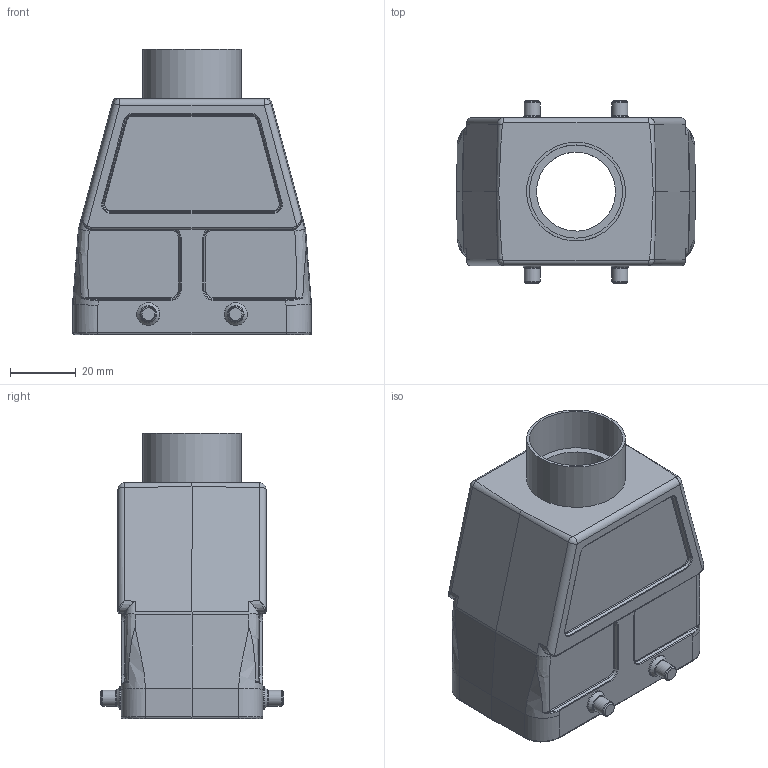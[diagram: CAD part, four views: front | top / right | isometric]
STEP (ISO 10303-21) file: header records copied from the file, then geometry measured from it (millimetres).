
FILE_DESCRIPTION(/* description */ (''),/* implementation_level */ '2;1');
FILE_NAME(/* name */ '100768158ugm000_a.stp',/* time_stamp */ '2018-03-07T13:54:01+01:00',/* author */ (''),/* organization */ (''),/* preprocessor_version */ 'ST-DEVELOPER v16',/* originating_system */ 'SIEMENS PLM Software NX 10.0',/* authorisation */ '');
FILE_SCHEMA (('AUTOMOTIVE_DESIGN { 1 0 10303 214 3 1 1 1 }'));
Length unit declared in the file: millimetre
Products named in the file (1): 100768158ugm000_a
Bounding box: 72.6 x 55.6 x 86.6 mm (x, y, z)
Volume: 61273.8 mm3; surface area: 36251.9 mm2
Topology: 1 solids, 2 shells, 506 faces, 1798 edges, 1900 vertices
Faces by surface type: plane 183, cylinder 138, bspline 75, torus 59, cone 41, sphere 10
Full cylindrical faces by diameter (mm): 3 x4, 4 x4, 4.8 x4, 7 x4, 24 x1, 26.78 x1, 26.9 x1, 28.3 x2, 30 x1
Entity records: 25940 total; most frequent: CARTESIAN_POINT 7906, DIRECTION 2397, ORIENTED_EDGE 2290, EDGE_CURVE 1145, PRESENTATION_STYLE_ASSIGNMENT 1095, AXIS2_PLACEMENT_3D 867, VERTEX_POINT 727, LINE 663
